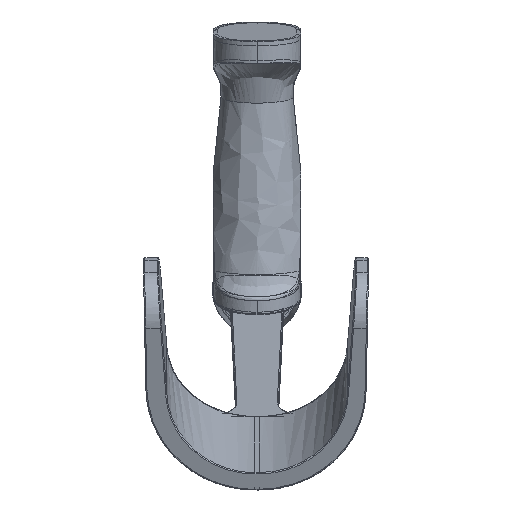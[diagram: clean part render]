
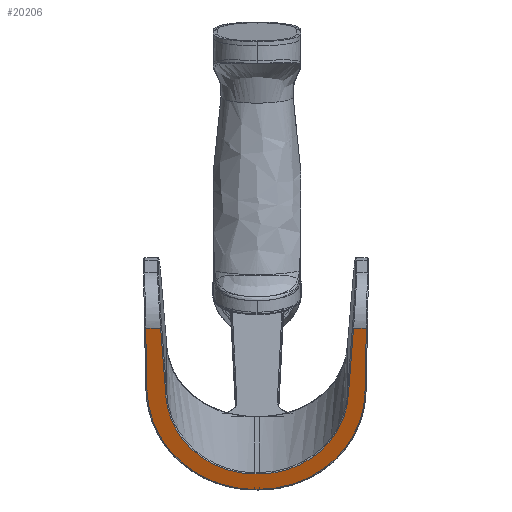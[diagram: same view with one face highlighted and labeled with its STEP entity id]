
A CAD part, top view. The second image highlights one B-rep face of the part: STEP entity #20206.
In plain terms, the highlighted free-form (B-spline) face has degree [1, 1] with [2, 2] control points.
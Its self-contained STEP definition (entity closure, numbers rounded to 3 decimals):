
#20206 = ADVANCED_FACE('',(#20207),#20297,.T.);
#20207 = FACE_BOUND('',#20208,.T.);
#20208 = EDGE_LOOP('',(#20209,#20218,#20225,#20233,#20240,#20248,#20255,
    #20262,#20269,#20277,#20284,#20292));
#20209 = ORIENTED_EDGE('',*,*,#20210,.T.);
#20210 = EDGE_CURVE('',#20211,#20213,#20215,.T.);
#20211 = VERTEX_POINT('',#20212);
#20212 = CARTESIAN_POINT('',(59.874,-23.515,
    438.383));
#20213 = VERTEX_POINT('',#20214);
#20214 = CARTESIAN_POINT('',(52.855,-23.383,
    438.432));
#20215 = B_SPLINE_CURVE_WITH_KNOTS('',1,(#20216,#20217),.UNSPECIFIED.,
  .F.,.F.,(2,2),(-50.48,-44.605),
  .PIECEWISE_BEZIER_KNOTS.);
#20216 = CARTESIAN_POINT('',(59.874,-23.515,
    438.383));
#20217 = CARTESIAN_POINT('',(52.855,-23.383,
    438.432));
#20218 = ORIENTED_EDGE('',*,*,#20219,.T.);
#20219 = EDGE_CURVE('',#20213,#20220,#20222,.T.);
#20220 = VERTEX_POINT('',#20221);
#20221 = CARTESIAN_POINT('',(50.171,-58.132,
    425.673));
#20222 = B_SPLINE_CURVE_WITH_KNOTS('',1,(#20223,#20224),.UNSPECIFIED.,
  .F.,.F.,(2,2),(-33.341,-2.286),
  .PIECEWISE_BEZIER_KNOTS.);
#20223 = CARTESIAN_POINT('',(52.855,-23.383,
    438.432));
#20224 = CARTESIAN_POINT('',(50.171,-58.132,
    425.673));
#20225 = ORIENTED_EDGE('',*,*,#20226,.T.);
#20226 = EDGE_CURVE('',#20220,#20227,#20229,.T.);
#20227 = VERTEX_POINT('',#20228);
#20228 = CARTESIAN_POINT('',(1.183,-103.204,
    409.123));
#20229 = ( BOUNDED_CURVE() B_SPLINE_CURVE(2,(#20230,#20231,#20232),
.UNSPECIFIED.,.F.,.F.) B_SPLINE_CURVE_WITH_KNOTS((3,3),(4.732,
6.283),.PIECEWISE_BEZIER_KNOTS.) CURVE() 
GEOMETRIC_REPRESENTATION_ITEM() RATIONAL_B_SPLINE_CURVE((1.,
0.714,1.)) REPRESENTATION_ITEM('') );
#20230 = CARTESIAN_POINT('',(50.171,-58.132,
    425.673));
#20231 = CARTESIAN_POINT('',(49.208,-103.204,
    409.123));
#20232 = CARTESIAN_POINT('',(1.183,-103.204,
    409.123));
#20233 = ORIENTED_EDGE('',*,*,#20234,.T.);
#20234 = EDGE_CURVE('',#20227,#20235,#20237,.T.);
#20235 = VERTEX_POINT('',#20236);
#20236 = CARTESIAN_POINT('',(-1.183,-103.204,
    409.123));
#20237 = B_SPLINE_CURVE_WITH_KNOTS('',1,(#20238,#20239),.UNSPECIFIED.,
  .F.,.F.,(2,2),(-1.98,0.),
  .PIECEWISE_BEZIER_KNOTS.);
#20238 = CARTESIAN_POINT('',(1.183,-103.204,
    409.123));
#20239 = CARTESIAN_POINT('',(-1.183,-103.204,
    409.123));
#20240 = ORIENTED_EDGE('',*,*,#20241,.T.);
#20241 = EDGE_CURVE('',#20235,#20242,#20244,.T.);
#20242 = VERTEX_POINT('',#20243);
#20243 = CARTESIAN_POINT('',(-50.171,-58.132,
    425.673));
#20244 = ( BOUNDED_CURVE() B_SPLINE_CURVE(2,(#20245,#20246,#20247),
.UNSPECIFIED.,.F.,.F.) B_SPLINE_CURVE_WITH_KNOTS((3,3),(0.,1.551
),.PIECEWISE_BEZIER_KNOTS.) CURVE() GEOMETRIC_REPRESENTATION_ITEM() 
RATIONAL_B_SPLINE_CURVE((1.,0.714,1.)) REPRESENTATION_ITEM('') 
  );
#20245 = CARTESIAN_POINT('',(-1.183,-103.204,
    409.123));
#20246 = CARTESIAN_POINT('',(-49.208,-103.204,
    409.123));
#20247 = CARTESIAN_POINT('',(-50.171,-58.132,
    425.673));
#20248 = ORIENTED_EDGE('',*,*,#20249,.T.);
#20249 = EDGE_CURVE('',#20242,#20250,#20252,.T.);
#20250 = VERTEX_POINT('',#20251);
#20251 = CARTESIAN_POINT('',(-52.855,-23.383,
    438.432));
#20252 = B_SPLINE_CURVE_WITH_KNOTS('',1,(#20253,#20254),.UNSPECIFIED.,
  .F.,.F.,(2,2),(2.143,33.198),
  .PIECEWISE_BEZIER_KNOTS.);
#20253 = CARTESIAN_POINT('',(-50.171,-58.132,
    425.673));
#20254 = CARTESIAN_POINT('',(-52.855,-23.383,
    438.432));
#20255 = ORIENTED_EDGE('',*,*,#20256,.T.);
#20256 = EDGE_CURVE('',#20250,#20257,#20259,.T.);
#20257 = VERTEX_POINT('',#20258);
#20258 = CARTESIAN_POINT('',(-61.069,-23.537,
    438.375));
#20259 = B_SPLINE_CURVE_WITH_KNOTS('',1,(#20260,#20261),.UNSPECIFIED.,
  .F.,.F.,(2,2),(42.625,49.5),.PIECEWISE_BEZIER_KNOTS.);
#20260 = CARTESIAN_POINT('',(-52.855,-23.383,
    438.432));
#20261 = CARTESIAN_POINT('',(-61.069,-23.537,
    438.375));
#20262 = ORIENTED_EDGE('',*,*,#20263,.T.);
#20263 = EDGE_CURVE('',#20257,#20264,#20266,.T.);
#20264 = VERTEX_POINT('',#20265);
#20265 = CARTESIAN_POINT('',(-60.352,-57.197,
    426.016));
#20266 = B_SPLINE_CURVE_WITH_KNOTS('',1,(#20267,#20268),.UNSPECIFIED.,
  .F.,.F.,(2,2),(-31.01,-1.),
  .PIECEWISE_BEZIER_KNOTS.);
#20267 = CARTESIAN_POINT('',(-61.069,-23.537,
    438.375));
#20268 = CARTESIAN_POINT('',(-60.352,-57.197,
    426.016));
#20269 = ORIENTED_EDGE('',*,*,#20270,.T.);
#20270 = EDGE_CURVE('',#20264,#20271,#20273,.T.);
#20271 = VERTEX_POINT('',#20272);
#20272 = CARTESIAN_POINT('',(-1.207,-111.618,
    406.034));
#20273 = ( BOUNDED_CURVE() B_SPLINE_CURVE(2,(#20274,#20275,#20276),
.UNSPECIFIED.,.F.,.F.) B_SPLINE_CURVE_WITH_KNOTS((3,3),(4.732,
6.283),.PIECEWISE_BEZIER_KNOTS.) CURVE() 
GEOMETRIC_REPRESENTATION_ITEM() RATIONAL_B_SPLINE_CURVE((1.,
0.714,1.)) REPRESENTATION_ITEM('') );
#20274 = CARTESIAN_POINT('',(-60.352,-57.197,
    426.016));
#20275 = CARTESIAN_POINT('',(-59.192,-111.618,
    406.034));
#20276 = CARTESIAN_POINT('',(-1.207,-111.618,
    406.034));
#20277 = ORIENTED_EDGE('',*,*,#20278,.T.);
#20278 = EDGE_CURVE('',#20271,#20279,#20281,.T.);
#20279 = VERTEX_POINT('',#20280);
#20280 = CARTESIAN_POINT('',(1.183,-111.618,
    406.034));
#20281 = B_SPLINE_CURVE_WITH_KNOTS('',1,(#20282,#20283),.UNSPECIFIED.,
  .F.,.F.,(2,2),(-0.02,1.98),.PIECEWISE_BEZIER_KNOTS.);
#20282 = CARTESIAN_POINT('',(-1.207,-111.618,
    406.034));
#20283 = CARTESIAN_POINT('',(1.183,-111.618,
    406.034));
#20284 = ORIENTED_EDGE('',*,*,#20285,.T.);
#20285 = EDGE_CURVE('',#20279,#20286,#20288,.T.);
#20286 = VERTEX_POINT('',#20287);
#20287 = CARTESIAN_POINT('',(59.133,-58.297,
    425.612));
#20288 = ( BOUNDED_CURVE() B_SPLINE_CURVE(2,(#20289,#20290,#20291),
.UNSPECIFIED.,.F.,.F.) B_SPLINE_CURVE_WITH_KNOTS((3,3),(0.,
1.551),.PIECEWISE_BEZIER_KNOTS.) CURVE() 
GEOMETRIC_REPRESENTATION_ITEM() RATIONAL_B_SPLINE_CURVE((1.,
0.714,1.)) REPRESENTATION_ITEM('') );
#20289 = CARTESIAN_POINT('',(1.183,-111.618,
    406.034));
#20290 = CARTESIAN_POINT('',(57.997,-111.618,
    406.034));
#20291 = CARTESIAN_POINT('',(59.133,-58.297,
    425.612));
#20292 = ORIENTED_EDGE('',*,*,#20293,.T.);
#20293 = EDGE_CURVE('',#20286,#20211,#20294,.T.);
#20294 = B_SPLINE_CURVE_WITH_KNOTS('',1,(#20295,#20296),.UNSPECIFIED.,
  .F.,.F.,(2,2),(0.04,31.05),
  .PIECEWISE_BEZIER_KNOTS.);
#20295 = CARTESIAN_POINT('',(59.133,-58.297,
    425.612));
#20296 = CARTESIAN_POINT('',(59.874,-23.515,
    438.383));
#20297 = B_SPLINE_SURFACE_WITH_KNOTS('',1,1,(
    (#20298,#20299)
    ,(#20300,#20301
    )),.UNSPECIFIED.,.F.,.F.,.F.,(2,2),(2,2),(-30.151,48.5),(
    -50.11,51.09),.PIECEWISE_BEZIER_KNOTS.);
#20298 = CARTESIAN_POINT('',(-61.069,-23.383,
    438.432));
#20299 = CARTESIAN_POINT('',(59.874,-23.383,
    438.432));
#20300 = CARTESIAN_POINT('',(-61.069,-111.618,
    406.034));
#20301 = CARTESIAN_POINT('',(59.874,-111.618,
    406.034));
